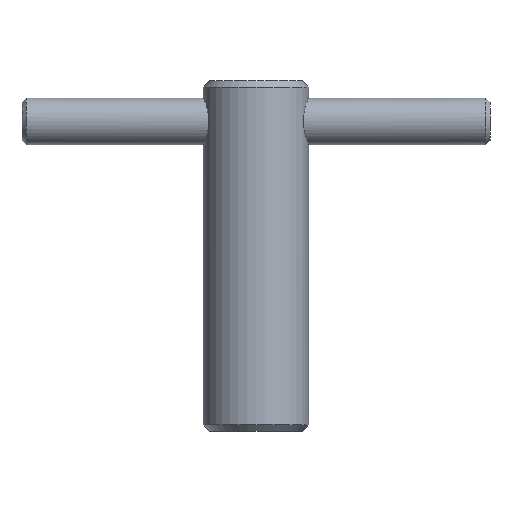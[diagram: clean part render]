
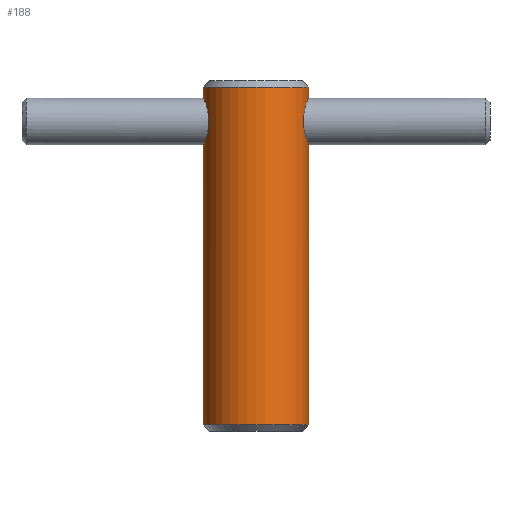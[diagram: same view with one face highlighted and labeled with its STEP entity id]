
A CAD part, front view. The second image highlights one B-rep face of the part: STEP entity #188.
In plain terms, the highlighted cylindrical face has radius 9 mm (diameter 18 mm), a partial arc.
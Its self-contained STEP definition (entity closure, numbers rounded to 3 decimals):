
#130=VERTEX_POINT('',#355);
#138=EDGE_CURVE('',#240,#300,#365,.T.);
#140=VERTEX_POINT('',#367);
#154=EDGE_CURVE('',#268,#130,#382,.T.);
#156=EDGE_CURVE('',#300,#140,#384,.T.);
#186=VERTEX_POINT('',#416);
#188=ADVANCED_FACE('',(#418),#419,.T.);
#202=EDGE_CURVE('',#270,#218,#437,.T.);
#204=VERTEX_POINT('',#439);
#218=VERTEX_POINT('',#455);
#236=EDGE_CURVE('',#270,#298,#474,.T.);
#240=VERTEX_POINT('',#478);
#246=EDGE_CURVE('',#186,#140,#484,.T.);
#260=EDGE_CURVE('',#130,#218,#499,.T.);
#266=EDGE_CURVE('',#204,#186,#506,.T.);
#268=VERTEX_POINT('',#508);
#270=VERTEX_POINT('',#510);
#284=EDGE_CURVE('',#268,#204,#524,.T.);
#290=EDGE_CURVE('',#240,#298,#531,.T.);
#298=VERTEX_POINT('',#541);
#300=VERTEX_POINT('',#543);
#355=CARTESIAN_POINT('',(8.062,-4.,53.));
#365=B_SPLINE_CURVE_WITH_KNOTS('',3,(#607,#608,#609,#610,#611,#612,#613,#614,#615,#616,#617,#618,#619,#620,#621,#622,#623,#624),.UNSPECIFIED.,.F.,.F.,(4,2,2,2,2,2,2,2,4),(18.364,19.129,19.893,20.658,21.422,22.188,22.954,23.72,24.486),.UNSPECIFIED.);
#367=CARTESIAN_POINT('',(-9.,0.,49.));
#382=B_SPLINE_CURVE_WITH_KNOTS('',3,(#647,#648,#649,#650,#651,#652,#653,#654,#655,#656,#657,#658,#659,#660,#661,#662,#663,#664),.UNSPECIFIED.,.F.,.F.,(4,2,2,2,2,2,2,2,4),(18.364,19.129,19.893,20.658,21.422,22.188,22.954,23.72,24.486),.UNSPECIFIED.);
#384=B_SPLINE_CURVE_WITH_KNOTS('',3,(#667,#668,#669,#670,#671,#672,#673,#674,#675,#676,#677,#678,#679,#680,#681,#682,#683,#684),.UNSPECIFIED.,.F.,.F.,(4,2,2,2,2,2,2,2,4),(0.0,0.766,1.532,2.297,3.063,3.828,4.592,5.357,6.121),.UNSPECIFIED.);
#416=CARTESIAN_POINT('',(-9.,0.,1.125));
#418=FACE_OUTER_BOUND('',#727,.T.);
#419=CYLINDRICAL_SURFACE('',#728,9.);
#437=LINE('',#749,#750);
#439=CARTESIAN_POINT('',(9.,0.,1.125));
#455=CARTESIAN_POINT('',(9.,0.,57.));
#474=CIRCLE('',#832,9.);
#478=CARTESIAN_POINT('',(-9.,0.,57.));
#484=LINE('',#880,#881);
#499=B_SPLINE_CURVE_WITH_KNOTS('',3,(#903,#904,#905,#906,#907,#908,#909,#910,#911,#912,#913,#914,#915,#916,#917,#918,#919,#920),.UNSPECIFIED.,.F.,.F.,(4,2,2,2,2,2,2,2,4),(0.0,0.766,1.532,2.297,3.063,3.828,4.592,5.357,6.121),.UNSPECIFIED.);
#506=CIRCLE('',#928,9.);
#508=CARTESIAN_POINT('',(9.,0.,49.));
#510=CARTESIAN_POINT('',(9.,0.,58.875));
#524=LINE('',#953,#954);
#531=LINE('',#963,#964);
#541=CARTESIAN_POINT('',(-9.,0.,58.875));
#543=CARTESIAN_POINT('',(-8.062,-4.,53.));
#607=CARTESIAN_POINT('',(-9.,0.,57.));
#608=CARTESIAN_POINT('',(-9.,-0.255,57.));
#609=CARTESIAN_POINT('',(-8.989,-0.517,56.975));
#610=CARTESIAN_POINT('',(-8.944,-1.037,56.872));
#611=CARTESIAN_POINT('',(-8.91,-1.295,56.794));
#612=CARTESIAN_POINT('',(-8.824,-1.786,56.589));
#613=CARTESIAN_POINT('',(-8.773,-2.021,56.462));
#614=CARTESIAN_POINT('',(-8.662,-2.455,56.169));
#615=CARTESIAN_POINT('',(-8.602,-2.653,56.004));
#616=CARTESIAN_POINT('',(-8.486,-3.004,55.653));
#617=CARTESIAN_POINT('',(-8.425,-3.169,55.454));
#618=CARTESIAN_POINT('',(-8.309,-3.462,55.021));
#619=CARTESIAN_POINT('',(-8.254,-3.589,54.786));
#620=CARTESIAN_POINT('',(-8.162,-3.794,54.295));
#621=CARTESIAN_POINT('',(-8.125,-3.872,54.038));
#622=CARTESIAN_POINT('',(-8.075,-3.975,53.518));
#623=CARTESIAN_POINT('',(-8.062,-4.,53.255));
#624=CARTESIAN_POINT('',(-8.062,-4.,53.));
#647=CARTESIAN_POINT('',(9.,0.,49.));
#648=CARTESIAN_POINT('',(9.,-0.255,49.));
#649=CARTESIAN_POINT('',(8.989,-0.517,49.025));
#650=CARTESIAN_POINT('',(8.944,-1.037,49.128));
#651=CARTESIAN_POINT('',(8.91,-1.295,49.206));
#652=CARTESIAN_POINT('',(8.824,-1.786,49.411));
#653=CARTESIAN_POINT('',(8.773,-2.021,49.538));
#654=CARTESIAN_POINT('',(8.662,-2.455,49.831));
#655=CARTESIAN_POINT('',(8.602,-2.653,49.996));
#656=CARTESIAN_POINT('',(8.486,-3.004,50.347));
#657=CARTESIAN_POINT('',(8.425,-3.169,50.546));
#658=CARTESIAN_POINT('',(8.309,-3.462,50.979));
#659=CARTESIAN_POINT('',(8.254,-3.589,51.214));
#660=CARTESIAN_POINT('',(8.162,-3.794,51.705));
#661=CARTESIAN_POINT('',(8.125,-3.872,51.962));
#662=CARTESIAN_POINT('',(8.075,-3.975,52.482));
#663=CARTESIAN_POINT('',(8.062,-4.,52.745));
#664=CARTESIAN_POINT('',(8.062,-4.,53.));
#667=CARTESIAN_POINT('',(-8.062,-4.,53.));
#668=CARTESIAN_POINT('',(-8.062,-4.,52.745));
#669=CARTESIAN_POINT('',(-8.075,-3.975,52.482));
#670=CARTESIAN_POINT('',(-8.125,-3.872,51.962));
#671=CARTESIAN_POINT('',(-8.162,-3.794,51.705));
#672=CARTESIAN_POINT('',(-8.254,-3.589,51.214));
#673=CARTESIAN_POINT('',(-8.309,-3.462,50.979));
#674=CARTESIAN_POINT('',(-8.425,-3.169,50.546));
#675=CARTESIAN_POINT('',(-8.486,-3.004,50.347));
#676=CARTESIAN_POINT('',(-8.602,-2.653,49.996));
#677=CARTESIAN_POINT('',(-8.662,-2.455,49.831));
#678=CARTESIAN_POINT('',(-8.773,-2.021,49.538));
#679=CARTESIAN_POINT('',(-8.824,-1.786,49.411));
#680=CARTESIAN_POINT('',(-8.91,-1.295,49.206));
#681=CARTESIAN_POINT('',(-8.944,-1.037,49.128));
#682=CARTESIAN_POINT('',(-8.989,-0.517,49.025));
#683=CARTESIAN_POINT('',(-9.,-0.255,49.));
#684=CARTESIAN_POINT('',(-9.,0.,49.));
#727=EDGE_LOOP('',(#1096,#1097,#1098,#1099,#1100,#1101,#1102,#1103,#1104,#1105));
#728=AXIS2_PLACEMENT_3D('',#1106,#1107,#1108);
#749=CARTESIAN_POINT('',(9.,0.,30.));
#750=VECTOR('',#1141,1.0);
#832=AXIS2_PLACEMENT_3D('',#1180,#1181,#1182);
#880=CARTESIAN_POINT('',(-9.,0.,30.));
#881=VECTOR('',#1187,1.0);
#903=CARTESIAN_POINT('',(8.062,-4.,53.));
#904=CARTESIAN_POINT('',(8.062,-4.,53.255));
#905=CARTESIAN_POINT('',(8.075,-3.975,53.518));
#906=CARTESIAN_POINT('',(8.125,-3.872,54.038));
#907=CARTESIAN_POINT('',(8.162,-3.794,54.295));
#908=CARTESIAN_POINT('',(8.254,-3.589,54.786));
#909=CARTESIAN_POINT('',(8.309,-3.462,55.021));
#910=CARTESIAN_POINT('',(8.425,-3.169,55.454));
#911=CARTESIAN_POINT('',(8.486,-3.004,55.653));
#912=CARTESIAN_POINT('',(8.602,-2.653,56.004));
#913=CARTESIAN_POINT('',(8.662,-2.455,56.169));
#914=CARTESIAN_POINT('',(8.773,-2.021,56.462));
#915=CARTESIAN_POINT('',(8.824,-1.786,56.589));
#916=CARTESIAN_POINT('',(8.91,-1.295,56.794));
#917=CARTESIAN_POINT('',(8.944,-1.037,56.872));
#918=CARTESIAN_POINT('',(8.989,-0.517,56.975));
#919=CARTESIAN_POINT('',(9.,-0.255,57.));
#920=CARTESIAN_POINT('',(9.,0.,57.));
#928=AXIS2_PLACEMENT_3D('',#1212,#1213,#1214);
#953=CARTESIAN_POINT('',(9.,0.,30.));
#954=VECTOR('',#1223,1.0);
#963=CARTESIAN_POINT('',(-9.,0.,30.));
#964=VECTOR('',#1235,1.0);
#1096=ORIENTED_EDGE('',*,*,#202,.F.);
#1097=ORIENTED_EDGE('',*,*,#236,.T.);
#1098=ORIENTED_EDGE('',*,*,#290,.F.);
#1099=ORIENTED_EDGE('',*,*,#138,.T.);
#1100=ORIENTED_EDGE('',*,*,#156,.T.);
#1101=ORIENTED_EDGE('',*,*,#246,.F.);
#1102=ORIENTED_EDGE('',*,*,#266,.F.);
#1103=ORIENTED_EDGE('',*,*,#284,.F.);
#1104=ORIENTED_EDGE('',*,*,#154,.T.);
#1105=ORIENTED_EDGE('',*,*,#260,.T.);
#1106=CARTESIAN_POINT('',(0.,0.,30.));
#1107=DIRECTION('',(-0.0,-0.0,1.0));
#1108=DIRECTION('',(1.0,0.,0.0));
#1141=DIRECTION('',(0.0,0.0,-1.0));
#1180=CARTESIAN_POINT('',(0.,0.,58.875));
#1181=DIRECTION('',(0.0,0.0,-1.0));
#1182=DIRECTION('',(1.0,0.,0.0));
#1187=DIRECTION('',(-0.0,-0.0,1.0));
#1212=CARTESIAN_POINT('',(0.,0.,1.125));
#1213=DIRECTION('',(0.0,0.0,-1.0));
#1214=DIRECTION('',(1.0,0.,0.0));
#1223=DIRECTION('',(0.0,0.0,-1.0));
#1235=DIRECTION('',(-0.0,-0.0,1.0));
